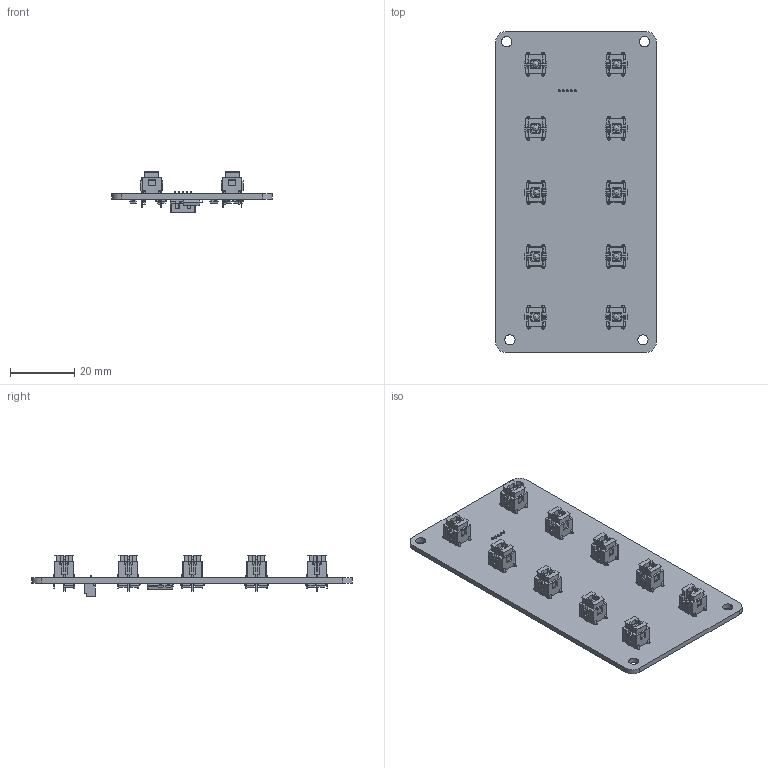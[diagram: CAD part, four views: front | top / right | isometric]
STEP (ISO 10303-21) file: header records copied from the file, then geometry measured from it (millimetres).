
FILE_DESCRIPTION(('KiCad electronic assembly'),'2;1');
FILE_NAME('Deck-Btns.step','2024-08-26T06:57:02',('Pcbnew'),('Kicad'), 'Open CASCADE STEP processor 7.6','KiCad to STEP converter','Unknown' );
FILE_SCHEMA(('AUTOMOTIVE_DESIGN { 1 0 10303 214 1 1 1 1 }'));
Length unit declared in the file: millimetre
Products named in the file (12): Deck-Btns 1; swtich_keyboard_LED_backlit; swtich_keyboard_LED_backlit v1; D_SOD-123; D_SOD_123; R_0805_2012Metric; JST - GH - Thru (V) - 5Pin - 1.25mm; JST - GH - Thru - 5Pin - 1.25mm; SSOP-24_5.3x8.2mm_P0.65mm; SSOP_24_53x82mm_P065mm; Deck-Btns_PCB
Assembly tree (33 placements, depth 3):
  Deck-Btns 1
    swtich_keyboard_LED_backlit  x10
      swtich_keyboard_LED_backlit v1
    D_SOD-123  x13
      D_SOD_123
    R_0805_2012Metric  x2
      R_0805_2012Metric
    JST - GH - Thru (V) - 5Pin - 1.25mm
      JST - GH - Thru - 5Pin - 1.25mm
    SSOP-24_5.3x8.2mm_P0.65mm
      SSOP_24_53x82mm_P065mm
    Deck-Btns_PCB
Bounding box: 50 x 100 x 12.92 mm (x, y, z)
Volume: 9687 mm3; surface area: 17046.1 mm2
Topology: 108 solids, 128 shells, 3962 faces, 10382 edges, 6646 vertices
Faces by surface type: plane 2857, cylinder 670, bspline 425, sphere 10
Full cylindrical faces by diameter (mm): 0.5 x1, 0.6 x5, 0.8 x20, 1 x40, 1.8 x10, 3.2 x4
Entity records: 40145 total; most frequent: CARTESIAN_POINT 7967, ORIENTED_EDGE 5668, DIRECTION 4989, EDGE_CURVE 2834, LINE 2035, VECTOR 2035, VERTEX_POINT 1817, AXIS2_PLACEMENT_3D 1477
